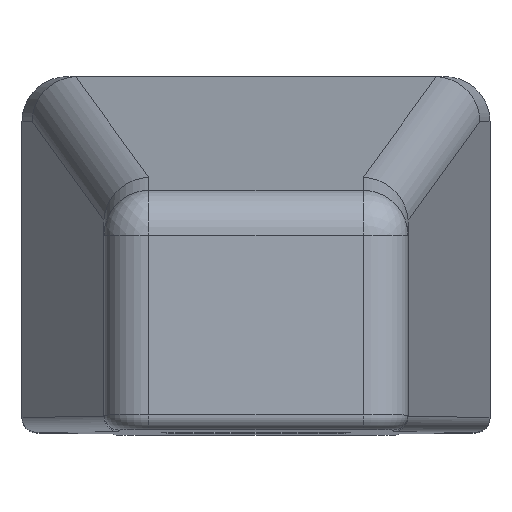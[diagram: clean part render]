
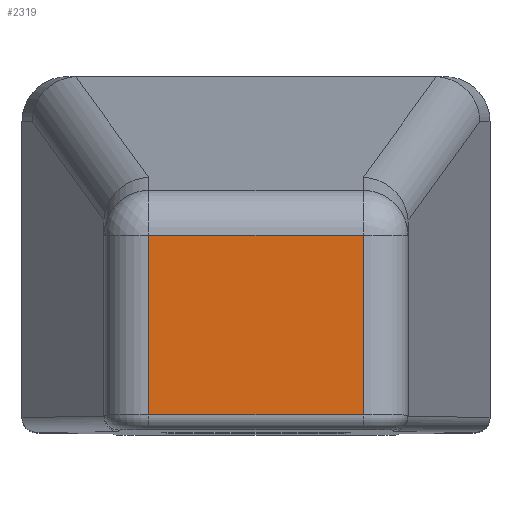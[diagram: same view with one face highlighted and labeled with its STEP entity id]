
A CAD part, top view. The second image highlights one B-rep face of the part: STEP entity #2319.
In plain terms, the highlighted planar face has unit normal (0, 0, 1).
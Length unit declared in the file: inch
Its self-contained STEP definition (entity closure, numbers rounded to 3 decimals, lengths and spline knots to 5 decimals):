
#573=DIRECTION('',(-1.,0.,0.));
#574=VECTOR('',#573,0.286);
#575=CARTESIAN_POINT('',(0.143,0.02,2.125));
#576=LINE('',#575,#574);
#746=DIRECTION('',(0.,1.,0.));
#747=VECTOR('',#746,0.24);
#748=CARTESIAN_POINT('',(0.143,0.02,2.125));
#749=LINE('',#748,#747);
#753=DIRECTION('',(0.,1.,0.));
#754=VECTOR('',#753,0.24);
#755=CARTESIAN_POINT('',(-0.143,0.02,2.125));
#756=LINE('',#755,#754);
#775=DIRECTION('',(-1.,0.,0.));
#776=VECTOR('',#775,0.286);
#777=CARTESIAN_POINT('',(0.143,0.26,2.125));
#778=LINE('',#777,#776);
#1534=CARTESIAN_POINT('',(0.143,0.26,2.125));
#1535=CARTESIAN_POINT('',(-0.143,0.26,2.125));
#1536=VERTEX_POINT('',#1534);
#1537=VERTEX_POINT('',#1535);
#1596=CARTESIAN_POINT('',(0.143,0.02,2.125));
#1597=VERTEX_POINT('',#1596);
#1600=CARTESIAN_POINT('',(-0.143,0.02,2.125));
#1601=VERTEX_POINT('',#1600);
#2306=CARTESIAN_POINT('',(-0.143,0.,2.125));
#2307=DIRECTION('',(0.,0.,1.));
#2308=DIRECTION('',(1.,0.,0.));
#2309=AXIS2_PLACEMENT_3D('',#2306,#2307,#2308);
#2310=PLANE('',#2309);
#2311=ORIENTED_EDGE('',*,*,#2128,.T.);
#2313=ORIENTED_EDGE('',*,*,#2312,.T.);
#2315=ORIENTED_EDGE('',*,*,#2314,.F.);
#2316=ORIENTED_EDGE('',*,*,#2298,.F.);
#2317=EDGE_LOOP('',(#2311,#2313,#2315,#2316));
#2318=FACE_OUTER_BOUND('',#2317,.F.);
#2128=EDGE_CURVE('',#1597,#1601,#576,.T.);
#2298=EDGE_CURVE('',#1597,#1536,#749,.T.);
#2312=EDGE_CURVE('',#1601,#1537,#756,.T.);
#2314=EDGE_CURVE('',#1536,#1537,#778,.T.);
#2319=ADVANCED_FACE('',(#2318),#2310,.T.);
